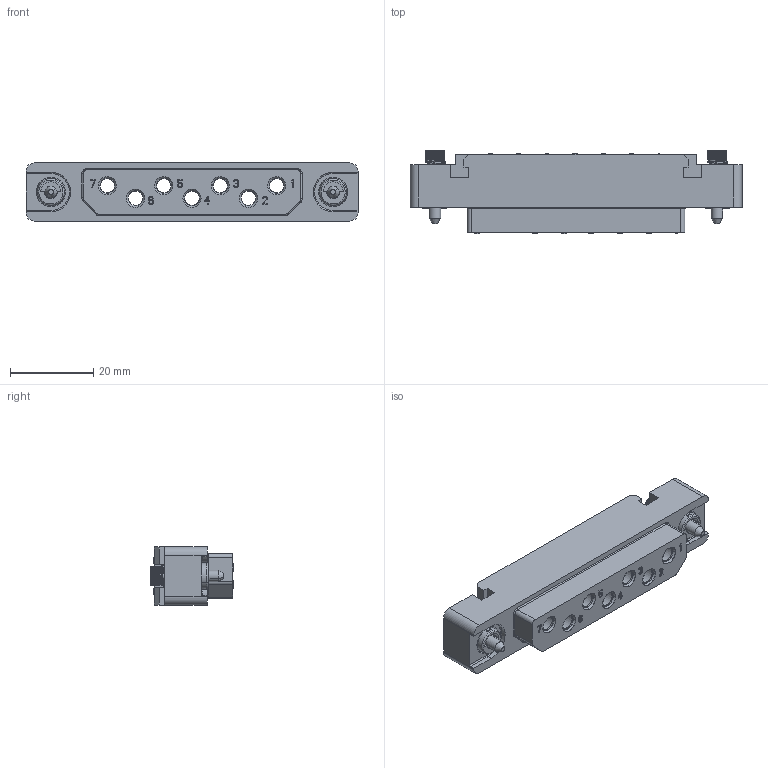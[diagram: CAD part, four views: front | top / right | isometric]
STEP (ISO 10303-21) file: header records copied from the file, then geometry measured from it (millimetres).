
FILE_DESCRIPTION((''),'2;1');
FILE_NAME('1900ND06S2A00A','2020-08-05T',('presta_be4'),(''),'CREO PARAMETRIC BY PTC INC, 2018360','CREO PARAMETRIC BY PTC INC, 2018360','');
FILE_SCHEMA(('CONFIG_CONTROL_DESIGN'));
Products named in the file (1): 1900ND06S2A00A
Bounding box: 80 x 20.01 x 14 mm (x, y, z)
Volume: 12438.6 mm3; surface area: 10389.7 mm2
Topology: 1 solids, 1 shells, 1937 faces, 5377 edges, 3552 vertices
Faces by surface type: plane 1294, cylinder 451, cone 94, torus 38, bspline 32, extrusion 28
Entity records: 76937 total; most frequent: CARTESIAN_POINT 28082, ORIENTED_EDGE 10746, DIRECTION 9257, EDGE_CURVE 5373, VECTOR 3711, LINE 3683, VERTEX_POINT 3552, AXIS2_PLACEMENT_3D 2773
